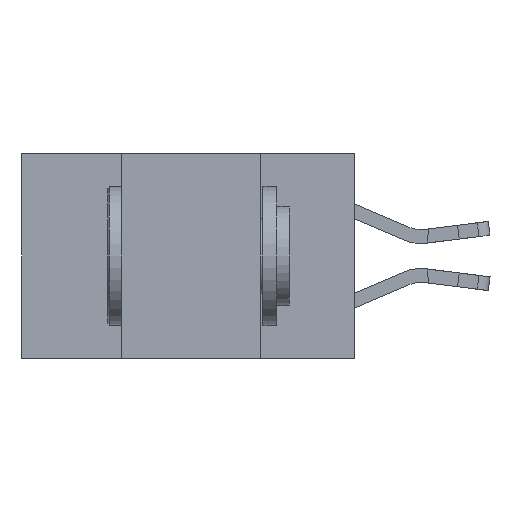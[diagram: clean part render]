
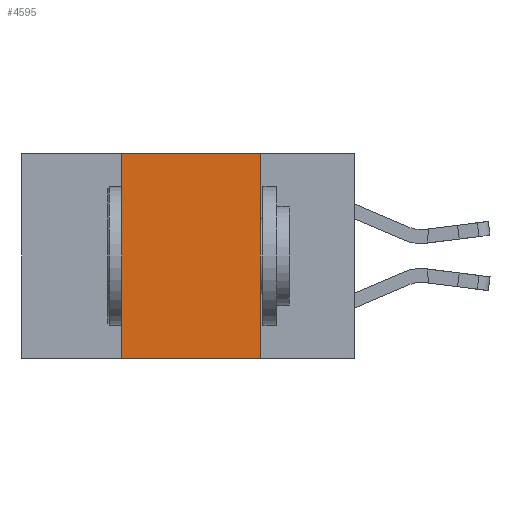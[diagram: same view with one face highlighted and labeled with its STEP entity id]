
A CAD part, left-side view. The second image highlights one B-rep face of the part: STEP entity #4595.
In plain terms, the highlighted planar face has unit normal (-1, 0, 0).
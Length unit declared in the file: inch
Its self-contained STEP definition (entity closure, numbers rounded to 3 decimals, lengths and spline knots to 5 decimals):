
#96 = DIRECTION ( 'NONE',  ( 0., 0., -1. ) ) ;
#254 = EDGE_CURVE ( 'NONE', #24274, #7125, #25613, .T. ) ;
#304 = VECTOR ( 'NONE', #15259, 39.37008 ) ;
#1396 = VECTOR ( 'NONE', #7316, 39.37008 ) ;
#1626 = ORIENTED_EDGE ( 'NONE', *, *, #254, .F. ) ;
#1849 = LINE ( 'NONE', #5200, #5607 ) ;
#2167 = EDGE_CURVE ( 'NONE', #7890, #24274, #19655, .T. ) ;
#2621 = DIRECTION ( 'NONE',  ( 1., 0., 0. ) ) ;
#4595 = ADVANCED_FACE ( 'NONE', ( #24516 ), #22023, .F. ) ;
#5200 = CARTESIAN_POINT ( 'NONE',  ( 0., 0.42, 0. ) ) ;
#5607 = VECTOR ( 'NONE', #13989, 39.37008 ) ;
#6979 = LINE ( 'NONE', #25859, #304 ) ;
#7125 = VERTEX_POINT ( 'NONE', #15844 ) ;
#7316 = DIRECTION ( 'NONE',  ( 0., -1., 0. ) ) ;
#7890 = VERTEX_POINT ( 'NONE', #10384 ) ;
#9534 = CARTESIAN_POINT ( 'NONE',  ( 0., 0.6, 0. ) ) ;
#10384 = CARTESIAN_POINT ( 'NONE',  ( 0., 0.42, 0. ) ) ;
#12127 = CARTESIAN_POINT ( 'NONE',  ( 0., 0.42, -0.37 ) ) ;
#12847 = CARTESIAN_POINT ( 'NONE',  ( 0., 0.17, 0. ) ) ;
#13532 = ORIENTED_EDGE ( 'NONE', *, *, #2167, .F. ) ;
#13989 = DIRECTION ( 'NONE',  ( 0., 0., 1. ) ) ;
#14883 = VECTOR ( 'NONE', #96, 39.37008 ) ;
#15259 = DIRECTION ( 'NONE',  ( 0., -1., 0. ) ) ;
#15844 = CARTESIAN_POINT ( 'NONE',  ( 0., 0.17, -0.37 ) ) ;
#17674 = CARTESIAN_POINT ( 'NONE',  ( 0., 0.6, 0. ) ) ;
#17830 = DIRECTION ( 'NONE',  ( 0., 0., -1. ) ) ;
#18061 = ORIENTED_EDGE ( 'NONE', *, *, #20702, .F. ) ;
#18266 = ORIENTED_EDGE ( 'NONE', *, *, #25596, .T. ) ;
#19655 = LINE ( 'NONE', #17674, #1396 ) ;
#20702 = EDGE_CURVE ( 'NONE', #23417, #7890, #1849, .T. ) ;
#22023 = PLANE ( 'NONE',  #22105 ) ;
#22105 = AXIS2_PLACEMENT_3D ( 'NONE', #9534, #2621, #17830 ) ;
#23417 = VERTEX_POINT ( 'NONE', #12127 ) ;
#23848 = CARTESIAN_POINT ( 'NONE',  ( 0., 0.17, 0. ) ) ;
#24274 = VERTEX_POINT ( 'NONE', #12847 ) ;
#24516 = FACE_OUTER_BOUND ( 'NONE', #25450, .T. ) ;
#25450 = EDGE_LOOP ( 'NONE', ( #1626, #13532, #18061, #18266 ) ) ;
#25596 = EDGE_CURVE ( 'NONE', #23417, #7125, #6979, .T. ) ;
#25613 = LINE ( 'NONE', #23848, #14883 ) ;
#25859 = CARTESIAN_POINT ( 'NONE',  ( 0., 0.6, -0.37 ) ) ;
